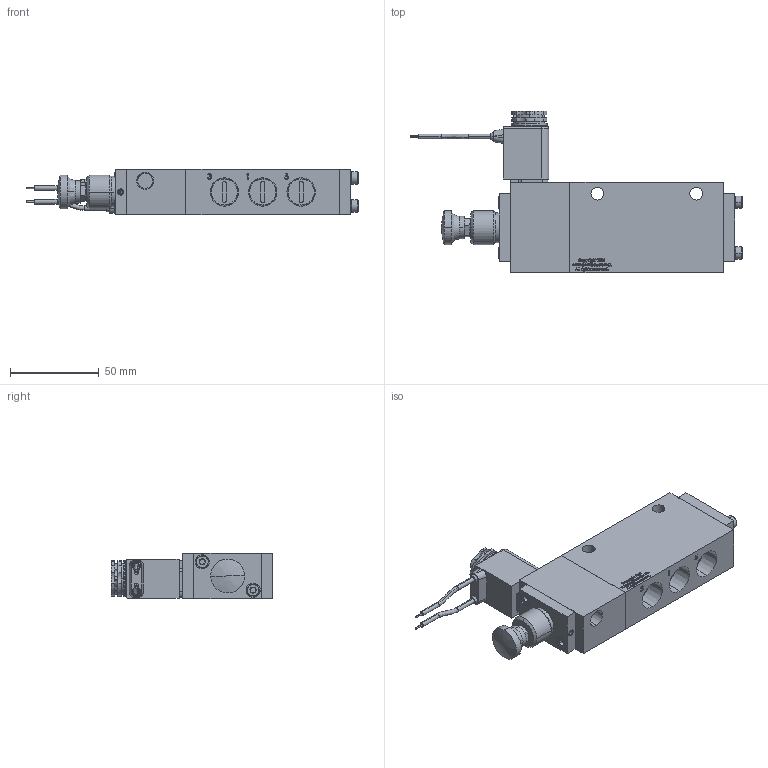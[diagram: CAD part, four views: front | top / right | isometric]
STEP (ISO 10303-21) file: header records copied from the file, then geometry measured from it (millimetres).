
FILE_DESCRIPTION (( 'STEP AP214' ), '1' );
FILE_NAME ('V380E90512-DAL-VALVE-.38-NPT-5-2-PPSOL-SR-12DC.STEP', '2021-07-30T12:04:01', ( '' ), ( '' ), 'SwSTEP 2.0', 'SolidWorks 2018', '' );
FILE_SCHEMA (( 'AUTOMOTIVE_DESIGN' ));
Length unit declared in the file: inch
Products named in the file (1): V380E90512-DAL-VALVE-.38-NPT-5-2-PPSOL-SR-12DC
Bounding box: 186.7 x 90.89 x 25.43 mm (x, y, z)
Volume: 178623.5 mm3; surface area: 36624.5 mm2
Topology: 11 solids, 11 shells, 2143 faces, 5529 edges, 3592 vertices
Faces by surface type: plane 1112, bspline 661, cylinder 247, cone 119, torus 4
Entity records: 122817 total; most frequent: CARTESIAN_POINT 47330, ORIENTED_EDGE 11030, DIRECTION 7632, EDGE_CURVE 5515, VERTEX_POINT 3592, LINE 3364, VECTOR 3364, EDGE_LOOP 2357
